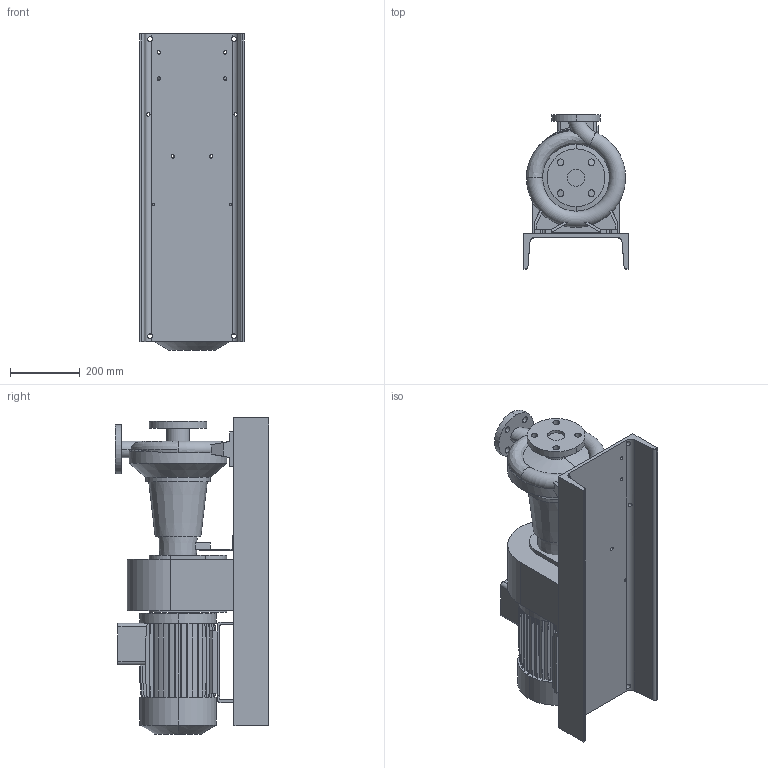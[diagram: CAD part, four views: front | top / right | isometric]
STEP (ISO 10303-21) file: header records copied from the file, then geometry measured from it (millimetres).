
FILE_DESCRIPTION (( 'STEP AP203' ), '1' );
FILE_NAME ('10018071swa00.step', '2023-07-07T12:26:52', ( '' ), ( '' ), 'SwSTEP 2.0', 'SolidWorks 2020', '' );
FILE_SCHEMA (( 'CONFIG_CONTROL_DESIGN' ));
Length unit declared in the file: millimetre
Products named in the file (5): 10017783swp00_32L-200; 10012573swp00_140; 10018097swp00_MCG 15 32L-200 112; 10018072swp00_112M; 10018071swa00
Assembly tree (4 placements, depth 2):
  10018071swa00
    10017783swp00_32L-200
    10018097swp00_MCG 15 32L-200 112
    10018072swp00_112M
    10012573swp00_140
Bounding box: 300 x 440 x 904 mm (x, y, z)
Volume: 38890169.8 mm3; surface area: 2303921.7 mm2
Topology: 5 solids, 5 shells, 547 faces, 1567 edges, 1041 vertices
Faces by surface type: plane 371, cylinder 157, cone 11, torus 6, bspline 2
Entity records: 19886 total; most frequent: CARTESIAN_POINT 4719, ORIENTED_EDGE 3134, DIRECTION 2952, EDGE_CURVE 1567, LINE 1160, VECTOR 1160, VERTEX_POINT 1041, AXIS2_PLACEMENT_3D 896
